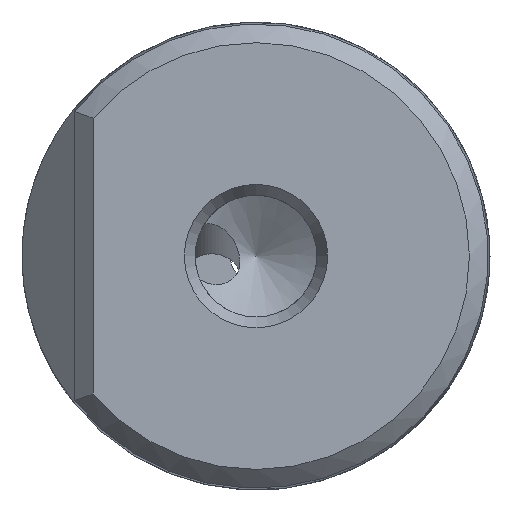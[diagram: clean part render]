
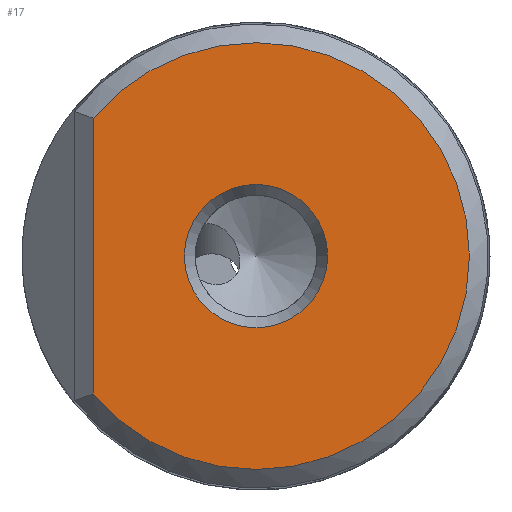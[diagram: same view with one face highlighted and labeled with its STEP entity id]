
A CAD part, left-side view. The second image highlights one B-rep face of the part: STEP entity #17.
In plain terms, the highlighted planar face has unit normal (-1, 0, 0).
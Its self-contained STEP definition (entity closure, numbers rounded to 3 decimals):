
#11 = DIRECTION ( 'NONE',  ( 1., 0., 0. ) ) ;
#17 = ADVANCED_FACE ( 'NONE', ( #781, #1140 ), #300, .T. ) ;
#36 = EDGE_CURVE ( 'NONE', #374, #374, #1159, .T. ) ;
#92 = VERTEX_POINT ( 'NONE', #268 ) ;
#103 = DIRECTION ( 'NONE',  ( -1., 0., 0. ) ) ;
#228 = EDGE_CURVE ( 'NONE', #582, #92, #366, .T. ) ;
#268 = CARTESIAN_POINT ( 'NONE',  ( -104.5, 8.7, -7.367 ) ) ;
#300 = PLANE ( 'NONE',  #748 ) ;
#302 = LINE ( 'NONE', #959, #845 ) ;
#366 = CIRCLE ( 'NONE', #653, 11.4 ) ;
#374 = VERTEX_POINT ( 'NONE', #552 ) ;
#387 = DIRECTION ( 'NONE',  ( 0., -1., 0. ) ) ;
#400 = DIRECTION ( 'NONE',  ( 1., 0., 0. ) ) ;
#477 = ORIENTED_EDGE ( 'NONE', *, *, #228, .F. ) ;
#489 = EDGE_CURVE ( 'NONE', #582, #92, #302, .T. ) ;
#520 = CARTESIAN_POINT ( 'NONE',  ( -104.5, 0., 0. ) ) ;
#552 = CARTESIAN_POINT ( 'NONE',  ( -104.5, 0., -3.827 ) ) ;
#577 = ORIENTED_EDGE ( 'NONE', *, *, #489, .T. ) ;
#582 = VERTEX_POINT ( 'NONE', #659 ) ;
#597 = CARTESIAN_POINT ( 'NONE',  ( -104.5, 0., 0. ) ) ;
#653 = AXIS2_PLACEMENT_3D ( 'NONE', #597, #11, #699 ) ;
#659 = CARTESIAN_POINT ( 'NONE',  ( -104.5, 8.7, 7.367 ) ) ;
#679 = AXIS2_PLACEMENT_3D ( 'NONE', #520, #400, #724 ) ;
#699 = DIRECTION ( 'NONE',  ( 0., 1., 0. ) ) ;
#724 = DIRECTION ( 'NONE',  ( 0., 0., -1. ) ) ;
#748 = AXIS2_PLACEMENT_3D ( 'NONE', #1274, #103, #387 ) ;
#781 = FACE_BOUND ( 'NONE', #810, .T. ) ;
#810 = EDGE_LOOP ( 'NONE', ( #1004 ) ) ;
#845 = VECTOR ( 'NONE', #1217, 1000. ) ;
#959 = CARTESIAN_POINT ( 'NONE',  ( -104.5, 8.7, 10. ) ) ;
#1004 = ORIENTED_EDGE ( 'NONE', *, *, #36, .T. ) ;
#1060 = EDGE_LOOP ( 'NONE', ( #477, #577 ) ) ;
#1140 = FACE_OUTER_BOUND ( 'NONE', #1060, .T. ) ;
#1159 = CIRCLE ( 'NONE', #679, 3.827 ) ;
#1217 = DIRECTION ( 'NONE',  ( 0., 0., -1. ) ) ;
#1274 = CARTESIAN_POINT ( 'NONE',  ( -104.5, 11.4, 0. ) ) ;
